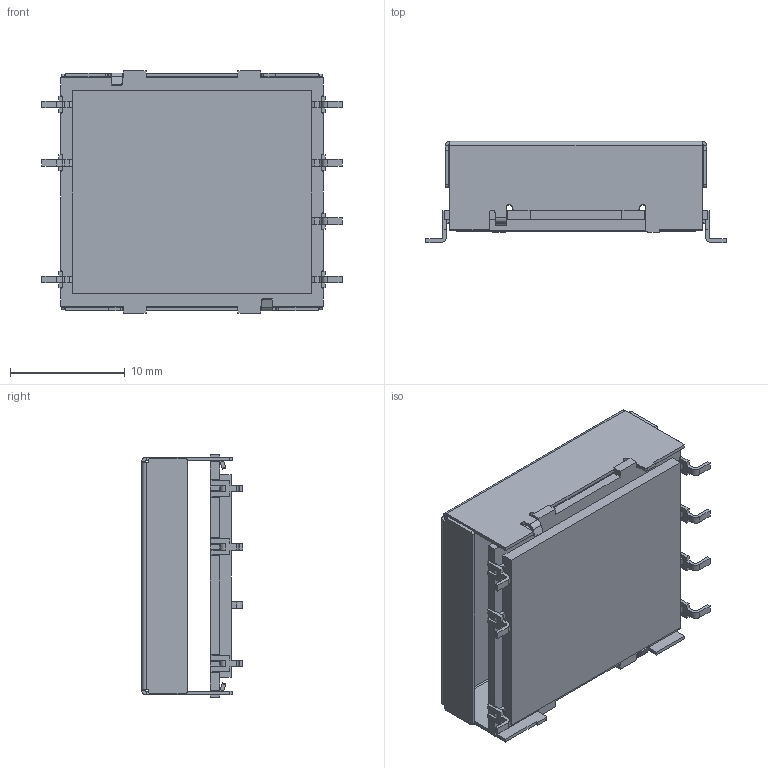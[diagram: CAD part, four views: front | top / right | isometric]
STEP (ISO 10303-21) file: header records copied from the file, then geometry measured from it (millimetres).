
FILE_DESCRIPTION (( 'STEP AP214' ), '1' );
FILE_NAME ('cc6-r-e_outline.STEP', '2016-11-28T06:39:15', ( 'tluser' ), ( 'Microsoft' ), 'SwSTEP 2.0', 'SolidWorks 2013', '' );
FILE_SCHEMA (( 'AUTOMOTIVE_DESIGN' ));
Length unit declared in the file: millimetre
Products named in the file (1): cc6-r-e_outline
Bounding box: 26.16 x 8.8 x 21.1 mm (x, y, z)
Volume: 1009.8 mm3; surface area: 2992.1 mm2
Topology: 1 solids, 1 shells, 420 faces, 1346 edges, 874 vertices
Faces by surface type: plane 301, cylinder 119
Entity records: 19642 total; most frequent: CARTESIAN_POINT 2788, ORIENTED_EDGE 2692, DIRECTION 2496, EDGE_CURVE 1346, VECTOR 996, LINE 996, VERTEX_POINT 874, AXIS2_PLACEMENT_3D 750
